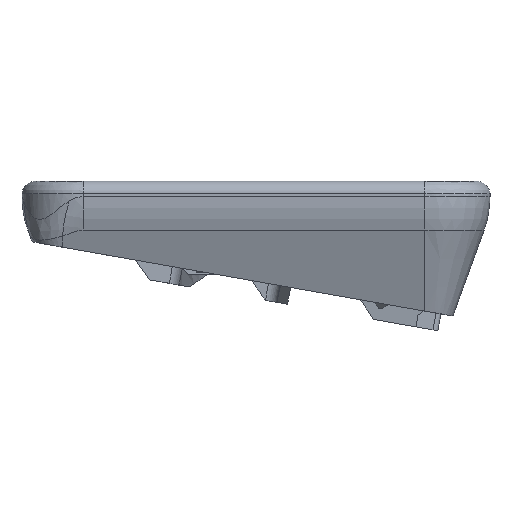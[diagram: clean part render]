
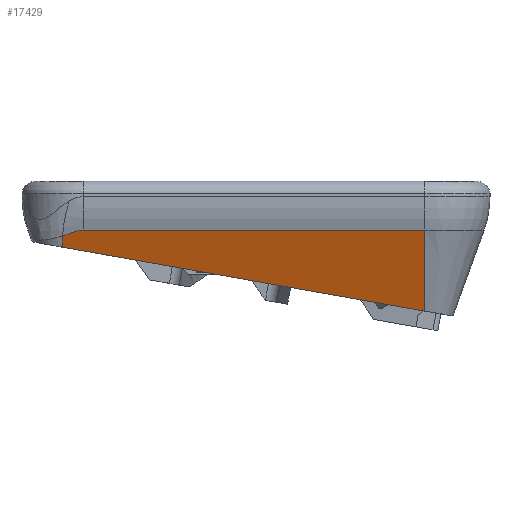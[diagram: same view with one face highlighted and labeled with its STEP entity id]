
A CAD part, front view. The second image highlights one B-rep face of the part: STEP entity #17429.
In plain terms, the highlighted planar face has unit normal (0, -0.94, -0.342).
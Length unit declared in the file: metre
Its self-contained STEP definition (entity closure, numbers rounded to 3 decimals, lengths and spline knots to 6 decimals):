
#257=B_SPLINE_CURVE_WITH_KNOTS('',3,(#30046,#30047,#30048,#30049,#30050),
 .UNSPECIFIED.,.F.,.F.,(4,1,4),(0.,0.002606,0.005212),
 .UNSPECIFIED.);
#5227=ORIENTED_EDGE('',*,*,#8659,.T.);
#5228=ORIENTED_EDGE('',*,*,#8660,.T.);
#5229=ORIENTED_EDGE('',*,*,#8661,.T.);
#5230=ORIENTED_EDGE('',*,*,#8662,.T.);
#5231=ORIENTED_EDGE('',*,*,#7706,.T.);
#7706=EDGE_CURVE('',#9901,#9900,#11497,.T.);
#8659=EDGE_CURVE('',#9900,#10554,#12151,.T.);
#8660=EDGE_CURVE('',#10554,#10555,#12152,.T.);
#8661=EDGE_CURVE('',#10555,#10556,#257,.T.);
#8662=EDGE_CURVE('',#10556,#9901,#12153,.T.);
#9900=VERTEX_POINT('',#27875);
#9901=VERTEX_POINT('',#27877);
#10554=VERTEX_POINT('',#30043);
#10555=VERTEX_POINT('',#30045);
#10556=VERTEX_POINT('',#30051);
#11497=LINE('',#27876,#13248);
#12151=LINE('',#30042,#13902);
#12152=LINE('',#30044,#13903);
#12153=LINE('',#30052,#13904);
#13248=VECTOR('',#21661,1.);
#13902=VECTOR('',#23445,1.);
#13903=VECTOR('',#23446,1.);
#13904=VECTOR('',#23447,1.);
#14878=EDGE_LOOP('',(#5227,#5228,#5229,#5230,#5231));
#15918=FACE_BOUND('',#14878,.T.);
#16647=PLANE('',#19002);
#17429=ADVANCED_FACE('',(#15918),#16647,.T.);
#19002=AXIS2_PLACEMENT_3D('',#30041,#23443,#23444);
#21661=DIRECTION('',(0.983,0.063,-0.173));
#23443=DIRECTION('',(0.,-0.94,-0.342));
#23444=DIRECTION('',(-1.,0.,0.));
#23445=DIRECTION('',(0.,-0.342,0.94));
#23446=DIRECTION('',(-1.,0.,0.));
#23447=DIRECTION('',(0.,0.342,-0.94));
#27875=CARTESIAN_POINT('',(0.0751,-0.044647,-0.000285));
#27876=CARTESIAN_POINT('',(0.03803,-0.047026,0.006251));
#27877=CARTESIAN_POINT('',(-0.0139,-0.050358,0.015408));
#30041=CARTESIAN_POINT('',(0.0381,-0.047153,0.0066));
#30042=CARTESIAN_POINT('',(0.0751,-0.047153,0.0066));
#30043=CARTESIAN_POINT('',(0.0751,-0.051893,0.019623));
#30044=CARTESIAN_POINT('',(0.0381,-0.051893,0.019623));
#30045=CARTESIAN_POINT('',(-0.0089,-0.051893,0.019623));
#30046=CARTESIAN_POINT('',(-0.0089,-0.051893,0.019623));
#30047=CARTESIAN_POINT('',(-0.009782,-0.051893,0.019623));
#30048=CARTESIAN_POINT('',(-0.011428,-0.05167,0.019013));
#30049=CARTESIAN_POINT('',(-0.013074,-0.051473,0.018471));
#30050=CARTESIAN_POINT('',(-0.0139,-0.051375,0.0182));
#30051=CARTESIAN_POINT('',(-0.0139,-0.051375,0.0182));
#30052=CARTESIAN_POINT('',(-0.0139,-0.05334,0.0236));
